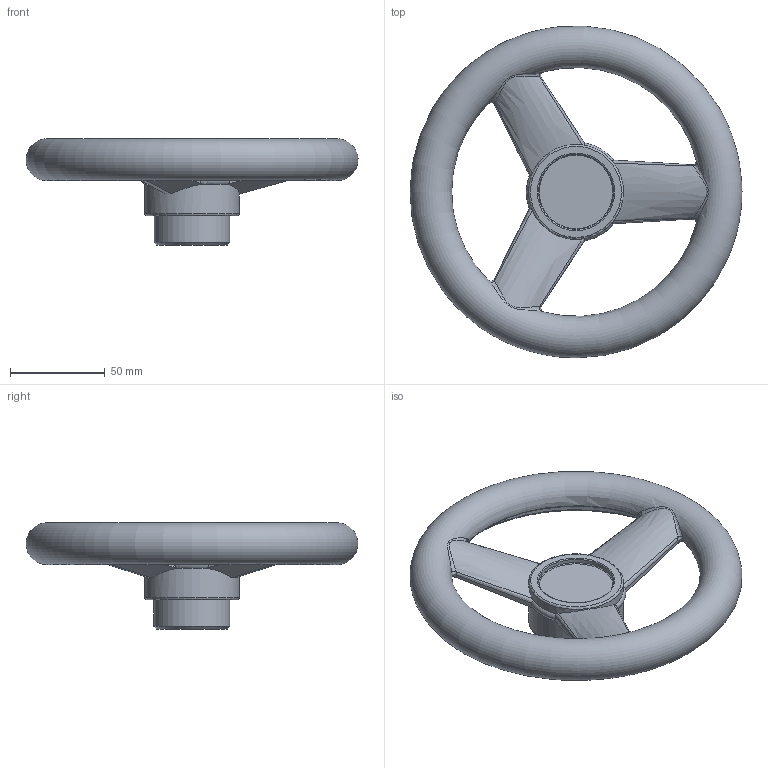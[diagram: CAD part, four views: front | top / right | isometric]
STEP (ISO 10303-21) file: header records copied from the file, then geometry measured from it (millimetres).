
FILE_DESCRIPTION( ( 'Unknown' ), '1' );
FILE_NAME( '6101020_VR175.stp', 'Unknown', ( 'Unknown' ), ( 'Unknown' ), 'XStep 1.0', 'Unknown', ' ' );
FILE_SCHEMA( ( 'CONFIG_CONTROL_DESIGN' ) );
Length unit declared in the file: millimetre
Products named in the file (1): 1
Bounding box: 174.96 x 174.86 x 55.97 mm (x, y, z)
Volume: 263625.5 mm3; surface area: 53595.6 mm2
Topology: 1 solids, 1 shells, 72 faces, 205 edges, 131 vertices
Faces by surface type: bspline 31, plane 17, torus 15, cylinder 6, cone 3
Full cylindrical faces by diameter (mm): 6 x1, 39.823 x1, 40 x1, 50 x2, 148.972 x1
Entity records: 6807 total; most frequent: CARTESIAN_POINT 5287, ORIENTED_EDGE 364, DIRECTION 207, EDGE_CURVE 182, VERTEX_POINT 124, B_SPLINE_CURVE_WITH_KNOTS 113, AXIS2_PLACEMENT_3D 96, EDGE_LOOP 89
